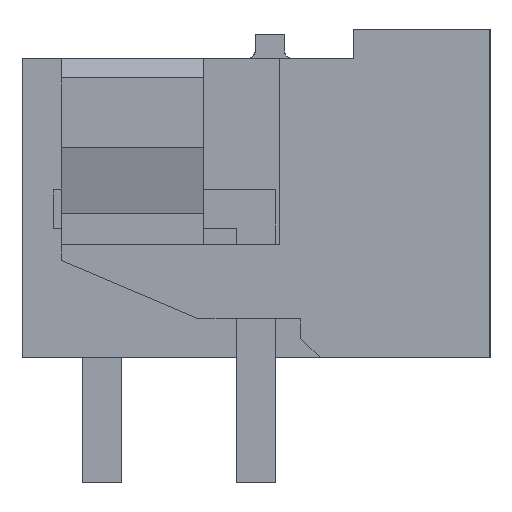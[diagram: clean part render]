
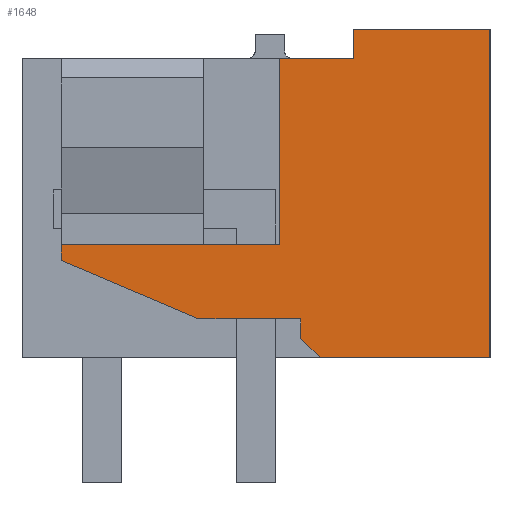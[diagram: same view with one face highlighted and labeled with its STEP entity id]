
A CAD part, left-side view. The second image highlights one B-rep face of the part: STEP entity #1648.
In plain terms, the highlighted planar face has unit normal (-1, 0, 0).
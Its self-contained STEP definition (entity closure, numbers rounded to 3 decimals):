
#1608=AXIS2_PLACEMENT_3D('Plane Axis2P3D',#1605,#1606,#1607) ;
#254=CARTESIAN_POINT('Vertex',(0.,0.,3.2)) ;
#259=CARTESIAN_POINT('Line Origine',(0.,2.177,3.2)) ;
#263=CARTESIAN_POINT('Vertex',(0.,4.354,3.2)) ;
#408=CARTESIAN_POINT('Vertex',(0.,5.4,10.88)) ;
#411=CARTESIAN_POINT('Line Origine',(0.,4.45,10.88)) ;
#415=CARTESIAN_POINT('Vertex',(0.,3.5,10.88)) ;
#898=CARTESIAN_POINT('Line Origine',(0.,11.,5.905)) ;
#902=CARTESIAN_POINT('Vertex',(0.,11.,6.11)) ;
#904=CARTESIAN_POINT('Vertex',(0.,11.,5.701)) ;
#1006=CARTESIAN_POINT('Vertex',(0.,7.465,4.203)) ;
#1009=CARTESIAN_POINT('Line Origine',(0.,9.232,4.952)) ;
#1030=CARTESIAN_POINT('Vertex',(0.,4.854,4.203)) ;
#1033=CARTESIAN_POINT('Line Origine',(0.,6.159,4.203)) ;
#1088=CARTESIAN_POINT('Vertex',(0.,4.854,3.7)) ;
#1091=CARTESIAN_POINT('Line Origine',(0.,4.854,3.951)) ;
#1108=CARTESIAN_POINT('Line Origine',(0.,4.604,3.45)) ;
#1131=CARTESIAN_POINT('Vertex',(0.,0.,11.63)) ;
#1134=CARTESIAN_POINT('Line Origine',(0.,0.,7.415)) ;
#1605=CARTESIAN_POINT('Axis2P3D Location',(0.,12.,1.7)) ;
#1610=CARTESIAN_POINT('Line Origine',(0.,1.75,11.63)) ;
#1614=CARTESIAN_POINT('Vertex',(0.,3.5,11.63)) ;
#1617=CARTESIAN_POINT('Line Origine',(0.,3.5,11.255)) ;
#1622=CARTESIAN_POINT('Line Origine',(0.,5.4,8.495)) ;
#1626=CARTESIAN_POINT('Vertex',(0.,5.4,6.11)) ;
#1629=CARTESIAN_POINT('Line Origine',(0.,8.2,6.11)) ;
#260=DIRECTION('Vector Direction',(0.,1.,0.)) ;
#412=DIRECTION('Vector Direction',(0.,1.,0.)) ;
#899=DIRECTION('Vector Direction',(0.,0.,1.)) ;
#1010=DIRECTION('Vector Direction',(0.,0.921,0.39)) ;
#1034=DIRECTION('Vector Direction',(0.,-1.,0.)) ;
#1092=DIRECTION('Vector Direction',(0.,0.,-1.)) ;
#1109=DIRECTION('Vector Direction',(0.,0.707,0.707)) ;
#1135=DIRECTION('Vector Direction',(0.,0.,-1.)) ;
#1606=DIRECTION('Axis2P3D Direction',(-1.,0.,0.)) ;
#1607=DIRECTION('Axis2P3D XDirection',(0.,-1.,0.)) ;
#1611=DIRECTION('Vector Direction',(0.,1.,0.)) ;
#1618=DIRECTION('Vector Direction',(0.,0.,1.)) ;
#1623=DIRECTION('Vector Direction',(0.,0.,-1.)) ;
#1630=DIRECTION('Vector Direction',(0.,1.,0.)) ;
#261=VECTOR('Line Direction',#260,1.) ;
#413=VECTOR('Line Direction',#412,1.) ;
#900=VECTOR('Line Direction',#899,1.) ;
#1011=VECTOR('Line Direction',#1010,1.) ;
#1035=VECTOR('Line Direction',#1034,1.) ;
#1093=VECTOR('Line Direction',#1092,1.) ;
#1110=VECTOR('Line Direction',#1109,1.) ;
#1136=VECTOR('Line Direction',#1135,1.) ;
#1612=VECTOR('Line Direction',#1611,1.) ;
#1619=VECTOR('Line Direction',#1618,1.) ;
#1624=VECTOR('Line Direction',#1623,1.) ;
#1631=VECTOR('Line Direction',#1630,1.) ;
#1635=ORIENTED_EDGE('',*,*,#1616,.T.) ;
#1636=ORIENTED_EDGE('',*,*,#1621,.T.) ;
#1637=ORIENTED_EDGE('',*,*,#417,.T.) ;
#1638=ORIENTED_EDGE('',*,*,#1628,.T.) ;
#1639=ORIENTED_EDGE('',*,*,#1633,.T.) ;
#1640=ORIENTED_EDGE('',*,*,#906,.T.) ;
#1641=ORIENTED_EDGE('',*,*,#1013,.T.) ;
#1642=ORIENTED_EDGE('',*,*,#1037,.T.) ;
#1643=ORIENTED_EDGE('',*,*,#1095,.T.) ;
#1644=ORIENTED_EDGE('',*,*,#1112,.T.) ;
#1645=ORIENTED_EDGE('',*,*,#265,.T.) ;
#1646=ORIENTED_EDGE('',*,*,#1138,.T.) ;
#1648=ADVANCED_FACE('HOUSING',(#1647),#1609,.T.) ;
#265=EDGE_CURVE('',#264,#255,#262,.F.) ;
#417=EDGE_CURVE('',#416,#409,#414,.T.) ;
#906=EDGE_CURVE('',#903,#905,#901,.F.) ;
#1013=EDGE_CURVE('',#905,#1007,#1012,.F.) ;
#1037=EDGE_CURVE('',#1007,#1031,#1036,.T.) ;
#1095=EDGE_CURVE('',#1031,#1089,#1094,.T.) ;
#1112=EDGE_CURVE('',#1089,#264,#1111,.F.) ;
#1138=EDGE_CURVE('',#255,#1132,#1137,.F.) ;
#1616=EDGE_CURVE('',#1132,#1615,#1613,.T.) ;
#1621=EDGE_CURVE('',#1615,#416,#1620,.F.) ;
#1628=EDGE_CURVE('',#409,#1627,#1625,.T.) ;
#1633=EDGE_CURVE('',#1627,#903,#1632,.T.) ;
#1634=EDGE_LOOP('',(#1635,#1636,#1637,#1638,#1639,#1640,#1641,#1642,#1643,#1644,#1645,#1646)) ;
#1647=FACE_OUTER_BOUND('',#1634,.T.) ;
#262=LINE('Line',#259,#261) ;
#414=LINE('Line',#411,#413) ;
#901=LINE('Line',#898,#900) ;
#1012=LINE('Line',#1009,#1011) ;
#1036=LINE('Line',#1033,#1035) ;
#1094=LINE('Line',#1091,#1093) ;
#1111=LINE('Line',#1108,#1110) ;
#1137=LINE('Line',#1134,#1136) ;
#1613=LINE('Line',#1610,#1612) ;
#1620=LINE('Line',#1617,#1619) ;
#1625=LINE('Line',#1622,#1624) ;
#1632=LINE('Line',#1629,#1631) ;
#1609=PLANE('',#1608) ;
#255=VERTEX_POINT('',#254) ;
#264=VERTEX_POINT('',#263) ;
#409=VERTEX_POINT('',#408) ;
#416=VERTEX_POINT('',#415) ;
#903=VERTEX_POINT('',#902) ;
#905=VERTEX_POINT('',#904) ;
#1007=VERTEX_POINT('',#1006) ;
#1031=VERTEX_POINT('',#1030) ;
#1089=VERTEX_POINT('',#1088) ;
#1132=VERTEX_POINT('',#1131) ;
#1615=VERTEX_POINT('',#1614) ;
#1627=VERTEX_POINT('',#1626) ;
